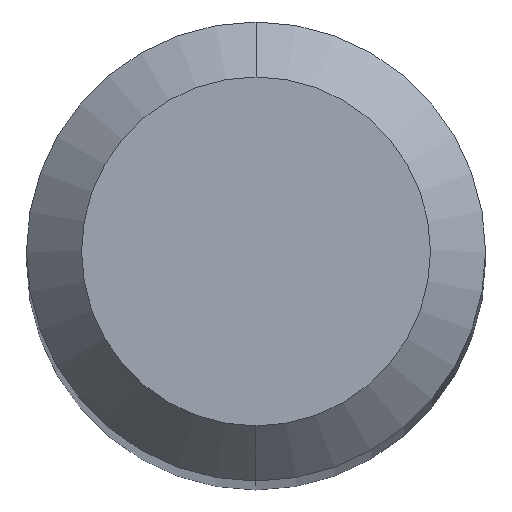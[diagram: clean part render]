
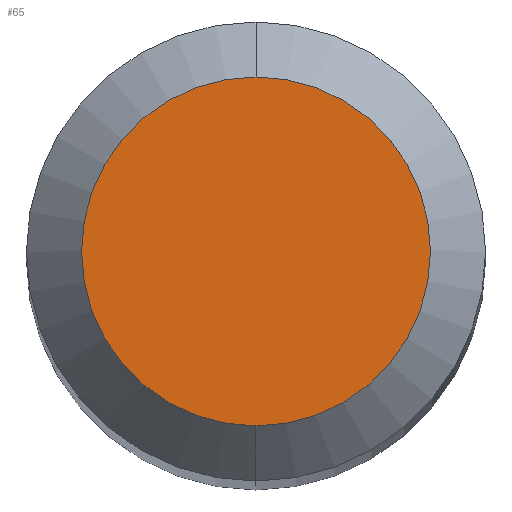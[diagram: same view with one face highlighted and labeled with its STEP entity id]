
A CAD part, top view. The second image highlights one B-rep face of the part: STEP entity #65.
In plain terms, the highlighted planar face has unit normal (0, 0, 1).
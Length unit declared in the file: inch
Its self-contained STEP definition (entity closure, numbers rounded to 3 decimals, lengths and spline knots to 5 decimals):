
#1 = CARTESIAN_POINT ( 'NONE',  ( 0., 0.0475, 0. ) ) ;
#3 = CIRCLE ( 'NONE', #209, 0.0475 ) ;
#30 = EDGE_CURVE ( 'NONE', #99, #458, #3, .T. ) ;
#35 = AXIS2_PLACEMENT_3D ( 'NONE', #258, #308, #63 ) ;
#63 = DIRECTION ( 'NONE',  ( 0., -1., 0. ) ) ;
#65 = ADVANCED_FACE ( 'NONE', ( #285 ), #162, .F. ) ;
#99 = VERTEX_POINT ( 'NONE', #160 ) ;
#122 = DIRECTION ( 'NONE',  ( 0., -1., 0. ) ) ;
#139 = CIRCLE ( 'NONE', #35, 0.0475 ) ;
#155 = ORIENTED_EDGE ( 'NONE', *, *, #30, .T. ) ;
#160 = CARTESIAN_POINT ( 'NONE',  ( 0., -0.0475, 0. ) ) ;
#162 = PLANE ( 'NONE',  #235 ) ;
#167 = EDGE_LOOP ( 'NONE', ( #252, #155 ) ) ;
#196 = DIRECTION ( 'NONE',  ( 0., 0., 1. ) ) ;
#209 = AXIS2_PLACEMENT_3D ( 'NONE', #480, #196, #122 ) ;
#235 = AXIS2_PLACEMENT_3D ( 'NONE', #1, #399, #369 ) ;
#252 = ORIENTED_EDGE ( 'NONE', *, *, #367, .T. ) ;
#258 = CARTESIAN_POINT ( 'NONE',  ( 0., 0., 0. ) ) ;
#285 = FACE_OUTER_BOUND ( 'NONE', #167, .T. ) ;
#308 = DIRECTION ( 'NONE',  ( 0., 0., 1. ) ) ;
#367 = EDGE_CURVE ( 'NONE', #458, #99, #139, .T. ) ;
#369 = DIRECTION ( 'NONE',  ( 0., 1., 0. ) ) ;
#399 = DIRECTION ( 'NONE',  ( 0., 0., -1. ) ) ;
#458 = VERTEX_POINT ( 'NONE', #507 ) ;
#480 = CARTESIAN_POINT ( 'NONE',  ( 0., 0., 0. ) ) ;
#507 = CARTESIAN_POINT ( 'NONE',  ( 0., 0.0475, 0. ) ) ;
